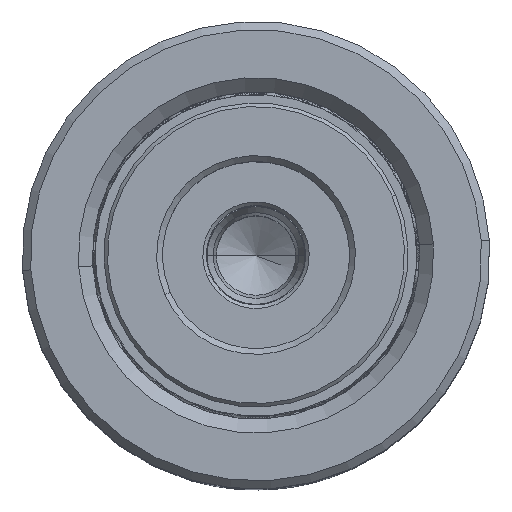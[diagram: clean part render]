
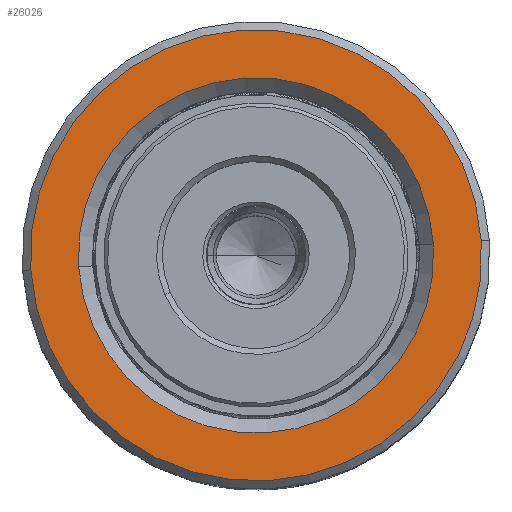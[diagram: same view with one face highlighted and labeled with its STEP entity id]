
A CAD part, top view. The second image highlights one B-rep face of the part: STEP entity #26026.
In plain terms, the highlighted planar face has unit normal (0, 0, 1).
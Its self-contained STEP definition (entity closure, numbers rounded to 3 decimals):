
#367 = AXIS2_PLACEMENT_3D ( 'NONE', #39096, #32727, #23725 ) ;
#2643 = DIRECTION ( 'NONE',  ( 1., 0., 0. ) ) ;
#3334 = EDGE_CURVE ( 'NONE', #35948, #8878, #35821, .T. ) ;
#4601 = CIRCLE ( 'NONE', #5906, 19.3 ) ;
#5636 = DIRECTION ( 'NONE',  ( 0., 0., 1. ) ) ;
#5906 = AXIS2_PLACEMENT_3D ( 'NONE', #35577, #5636, #2643 ) ;
#7555 = DIRECTION ( 'NONE',  ( 0., 0., -1. ) ) ;
#8518 = CARTESIAN_POINT ( 'NONE',  ( 19.3, 0., 50. ) ) ;
#8878 = VERTEX_POINT ( 'NONE', #11420 ) ;
#9433 = DIRECTION ( 'NONE',  ( 1., 0., 0. ) ) ;
#10893 = AXIS2_PLACEMENT_3D ( 'NONE', #15993, #37528, #34555 ) ;
#11283 = CARTESIAN_POINT ( 'NONE',  ( 0., 0., 50. ) ) ;
#11420 = CARTESIAN_POINT ( 'NONE',  ( 15.2, 0., 50. ) ) ;
#12087 = EDGE_CURVE ( 'NONE', #28915, #16849, #16812, .T. ) ;
#15993 = CARTESIAN_POINT ( 'NONE',  ( 0., 0., 50. ) ) ;
#16032 = CARTESIAN_POINT ( 'NONE',  ( 0., 0., 50. ) ) ;
#16602 = ORIENTED_EDGE ( 'NONE', *, *, #3334, .T. ) ;
#16812 = CIRCLE ( 'NONE', #27647, 19.3 ) ;
#16849 = VERTEX_POINT ( 'NONE', #35955 ) ;
#17077 = ORIENTED_EDGE ( 'NONE', *, *, #37255, .T. ) ;
#17552 = CIRCLE ( 'NONE', #367, 15.2 ) ;
#21765 = ORIENTED_EDGE ( 'NONE', *, *, #12087, .T. ) ;
#22000 = ORIENTED_EDGE ( 'NONE', *, *, #32006, .T. ) ;
#23725 = DIRECTION ( 'NONE',  ( 1., 0., 0. ) ) ;
#24967 = FACE_BOUND ( 'NONE', #29200, .T. ) ;
#26026 = ADVANCED_FACE ( 'NONE', ( #28349, #24967 ), #27762, .T. ) ;
#27017 = CARTESIAN_POINT ( 'NONE',  ( -15.2, 0., 50. ) ) ;
#27647 = AXIS2_PLACEMENT_3D ( 'NONE', #16032, #30611, #9433 ) ;
#27762 = PLANE ( 'NONE',  #10893 ) ;
#28349 = FACE_OUTER_BOUND ( 'NONE', #36094, .T. ) ;
#28915 = VERTEX_POINT ( 'NONE', #8518 ) ;
#29200 = EDGE_LOOP ( 'NONE', ( #17077, #16602 ) ) ;
#30611 = DIRECTION ( 'NONE',  ( 0., 0., 1. ) ) ;
#32006 = EDGE_CURVE ( 'NONE', #16849, #28915, #4601, .T. ) ;
#32727 = DIRECTION ( 'NONE',  ( 0., 0., -1. ) ) ;
#33058 = DIRECTION ( 'NONE',  ( 1., 0., 0. ) ) ;
#34555 = DIRECTION ( 'NONE',  ( 1., 0., 0. ) ) ;
#35577 = CARTESIAN_POINT ( 'NONE',  ( 0., 0., 50. ) ) ;
#35821 = CIRCLE ( 'NONE', #37722, 15.2 ) ;
#35948 = VERTEX_POINT ( 'NONE', #27017 ) ;
#35955 = CARTESIAN_POINT ( 'NONE',  ( -19.3, 0., 50. ) ) ;
#36094 = EDGE_LOOP ( 'NONE', ( #22000, #21765 ) ) ;
#37255 = EDGE_CURVE ( 'NONE', #8878, #35948, #17552, .T. ) ;
#37528 = DIRECTION ( 'NONE',  ( 0., 0., 1. ) ) ;
#37722 = AXIS2_PLACEMENT_3D ( 'NONE', #11283, #7555, #33058 ) ;
#39096 = CARTESIAN_POINT ( 'NONE',  ( 0., 0., 50. ) ) ;
